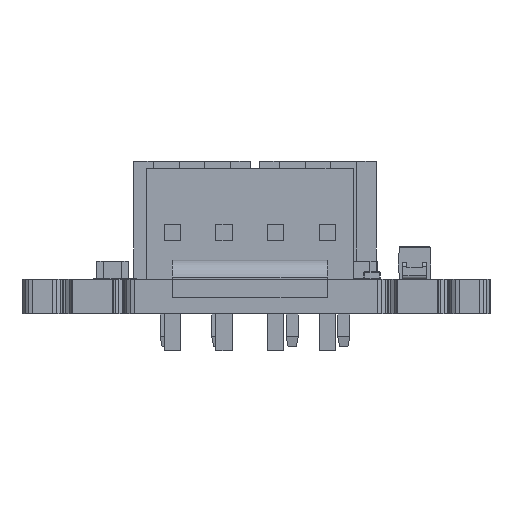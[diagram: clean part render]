
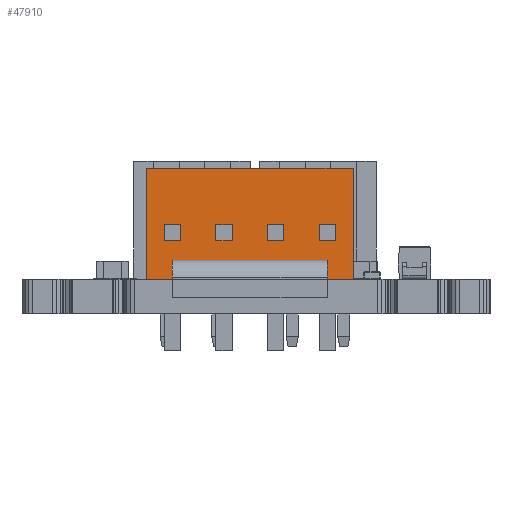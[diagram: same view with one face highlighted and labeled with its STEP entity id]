
A CAD part, left-side view. The second image highlights one B-rep face of the part: STEP entity #47910.
In plain terms, the highlighted face is planar.
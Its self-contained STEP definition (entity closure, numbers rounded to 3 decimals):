
#47113 = VERTEX_POINT('',#47114);
#47114 = CARTESIAN_POINT('',(7.62,3.18,3.17));
#47123 = PLANE('',#47124);
#47124 = AXIS2_PLACEMENT_3D('',#47125,#47126,#47127);
#47125 = CARTESIAN_POINT('',(-1.27,3.18,11.68));
#47126 = DIRECTION('',(0.,-1.,0.));
#47127 = DIRECTION('',(1.,0.,0.));
#47135 = PLANE('',#47136);
#47136 = AXIS2_PLACEMENT_3D('',#47137,#47138,#47139);
#47137 = CARTESIAN_POINT('',(7.62,1.35,-11.981));
#47138 = DIRECTION('',(-1.,0.,0.));
#47139 = DIRECTION('',(0.,0.,1.));
#47147 = EDGE_CURVE('',#47148,#47113,#47150,.T.);
#47148 = VERTEX_POINT('',#47149);
#47149 = CARTESIAN_POINT('',(8.89,3.18,3.17));
#47150 = SURFACE_CURVE('',#47151,(#47155,#47162),.PCURVE_S1.);
#47151 = LINE('',#47152,#47153);
#47152 = CARTESIAN_POINT('',(0.,3.18,3.17));
#47153 = VECTOR('',#47154,1.);
#47154 = DIRECTION('',(-1.,0.,0.));
#47155 = PCURVE('',#47123,#47156);
#47156 = DEFINITIONAL_REPRESENTATION('',(#47157),#47161);
#47157 = LINE('',#47158,#47159);
#47158 = CARTESIAN_POINT('',(1.27,-8.51));
#47159 = VECTOR('',#47160,1.);
#47160 = DIRECTION('',(-1.,0.));
#47161 = ( GEOMETRIC_REPRESENTATION_CONTEXT(2) 
PARAMETRIC_REPRESENTATION_CONTEXT() REPRESENTATION_CONTEXT('2D SPACE',''
  ) );
#47162 = PCURVE('',#47163,#47168);
#47163 = PLANE('',#47164);
#47164 = AXIS2_PLACEMENT_3D('',#47165,#47166,#47167);
#47165 = CARTESIAN_POINT('',(0.,0.,3.17));
#47166 = DIRECTION('',(0.,0.,1.));
#47167 = DIRECTION('',(1.,0.,0.));
#47168 = DEFINITIONAL_REPRESENTATION('',(#47169),#47173);
#47169 = LINE('',#47170,#47171);
#47170 = CARTESIAN_POINT('',(0.,3.18));
#47171 = VECTOR('',#47172,1.);
#47172 = DIRECTION('',(-1.,0.));
#47173 = ( GEOMETRIC_REPRESENTATION_CONTEXT(2) 
PARAMETRIC_REPRESENTATION_CONTEXT() REPRESENTATION_CONTEXT('2D SPACE',''
  ) );
#47191 = PLANE('',#47192);
#47192 = AXIS2_PLACEMENT_3D('',#47193,#47194,#47195);
#47193 = CARTESIAN_POINT('',(8.89,3.18,11.68));
#47194 = DIRECTION('',(-1.,0.,0.));
#47195 = DIRECTION('',(0.,0.,1.));
#47232 = VERTEX_POINT('',#47233);
#47233 = CARTESIAN_POINT('',(-1.27,3.18,3.17));
#47247 = PLANE('',#47248);
#47248 = AXIS2_PLACEMENT_3D('',#47249,#47250,#47251);
#47249 = CARTESIAN_POINT('',(-1.27,3.18,11.68));
#47250 = DIRECTION('',(1.,0.,0.));
#47251 = DIRECTION('',(0.,1.,0.));
#47259 = EDGE_CURVE('',#47260,#47232,#47262,.T.);
#47260 = VERTEX_POINT('',#47261);
#47261 = CARTESIAN_POINT('',(0.,3.18,3.17));
#47262 = SURFACE_CURVE('',#47263,(#47267,#47274),.PCURVE_S1.);
#47263 = LINE('',#47264,#47265);
#47264 = CARTESIAN_POINT('',(0.,3.18,3.17));
#47265 = VECTOR('',#47266,1.);
#47266 = DIRECTION('',(-1.,0.,0.));
#47267 = PCURVE('',#47123,#47268);
#47268 = DEFINITIONAL_REPRESENTATION('',(#47269),#47273);
#47269 = LINE('',#47270,#47271);
#47270 = CARTESIAN_POINT('',(1.27,-8.51));
#47271 = VECTOR('',#47272,1.);
#47272 = DIRECTION('',(-1.,0.));
#47273 = ( GEOMETRIC_REPRESENTATION_CONTEXT(2) 
PARAMETRIC_REPRESENTATION_CONTEXT() REPRESENTATION_CONTEXT('2D SPACE',''
  ) );
#47274 = PCURVE('',#47163,#47275);
#47275 = DEFINITIONAL_REPRESENTATION('',(#47276),#47280);
#47276 = LINE('',#47277,#47278);
#47277 = CARTESIAN_POINT('',(0.,3.18));
#47278 = VECTOR('',#47279,1.);
#47279 = DIRECTION('',(-1.,0.));
#47280 = ( GEOMETRIC_REPRESENTATION_CONTEXT(2) 
PARAMETRIC_REPRESENTATION_CONTEXT() REPRESENTATION_CONTEXT('2D SPACE',''
  ) );
#47298 = PLANE('',#47299);
#47299 = AXIS2_PLACEMENT_3D('',#47300,#47301,#47302);
#47300 = CARTESIAN_POINT('',(0.,3.18,-11.981)
  );
#47301 = DIRECTION('',(1.,0.,0.));
#47302 = DIRECTION('',(0.,1.,0.));
#47416 = VERTEX_POINT('',#47417);
#47417 = CARTESIAN_POINT('',(7.62,2.18,3.17));
#47433 = PLANE('',#47434);
#47434 = AXIS2_PLACEMENT_3D('',#47435,#47436,#47437);
#47435 = CARTESIAN_POINT('',(-1.27,2.18,0.513));
#47436 = DIRECTION('',(0.,-1.,0.));
#47437 = DIRECTION('',(1.,0.,0.));
#47445 = EDGE_CURVE('',#47113,#47416,#47446,.T.);
#47446 = SURFACE_CURVE('',#47447,(#47451,#47458),.PCURVE_S1.);
#47447 = LINE('',#47448,#47449);
#47448 = CARTESIAN_POINT('',(7.62,0.,3.17));
#47449 = VECTOR('',#47450,1.);
#47450 = DIRECTION('',(0.,-1.,0.));
#47451 = PCURVE('',#47135,#47452);
#47452 = DEFINITIONAL_REPRESENTATION('',(#47453),#47457);
#47453 = LINE('',#47454,#47455);
#47454 = CARTESIAN_POINT('',(15.151,-1.35));
#47455 = VECTOR('',#47456,1.);
#47456 = DIRECTION('',(0.,-1.));
#47457 = ( GEOMETRIC_REPRESENTATION_CONTEXT(2) 
PARAMETRIC_REPRESENTATION_CONTEXT() REPRESENTATION_CONTEXT('2D SPACE',''
  ) );
#47458 = PCURVE('',#47163,#47459);
#47459 = DEFINITIONAL_REPRESENTATION('',(#47460),#47464);
#47460 = LINE('',#47461,#47462);
#47461 = CARTESIAN_POINT('',(7.62,0.));
#47462 = VECTOR('',#47463,1.);
#47463 = DIRECTION('',(0.,-1.));
#47464 = ( GEOMETRIC_REPRESENTATION_CONTEXT(2) 
PARAMETRIC_REPRESENTATION_CONTEXT() REPRESENTATION_CONTEXT('2D SPACE',''
  ) );
#47523 = VERTEX_POINT('',#47524);
#47524 = CARTESIAN_POINT('',(8.89,-3.17,3.17));
#47538 = PLANE('',#47539);
#47539 = AXIS2_PLACEMENT_3D('',#47540,#47541,#47542);
#47540 = CARTESIAN_POINT('',(-1.27,-3.17,11.68));
#47541 = DIRECTION('',(0.,1.,0.));
#47542 = DIRECTION('',(0.,0.,1.));
#47572 = EDGE_CURVE('',#47523,#47148,#47573,.T.);
#47573 = SURFACE_CURVE('',#47574,(#47578,#47585),.PCURVE_S1.);
#47574 = LINE('',#47575,#47576);
#47575 = CARTESIAN_POINT('',(8.89,3.18,3.17));
#47576 = VECTOR('',#47577,1.);
#47577 = DIRECTION('',(0.,1.,0.));
#47578 = PCURVE('',#47191,#47579);
#47579 = DEFINITIONAL_REPRESENTATION('',(#47580),#47584);
#47580 = LINE('',#47581,#47582);
#47581 = CARTESIAN_POINT('',(-8.51,0.));
#47582 = VECTOR('',#47583,1.);
#47583 = DIRECTION('',(0.,1.));
#47584 = ( GEOMETRIC_REPRESENTATION_CONTEXT(2) 
PARAMETRIC_REPRESENTATION_CONTEXT() REPRESENTATION_CONTEXT('2D SPACE',''
  ) );
#47585 = PCURVE('',#47163,#47586);
#47586 = DEFINITIONAL_REPRESENTATION('',(#47587),#47591);
#47587 = LINE('',#47588,#47589);
#47588 = CARTESIAN_POINT('',(8.89,3.18));
#47589 = VECTOR('',#47590,1.);
#47590 = DIRECTION('',(0.,1.));
#47591 = ( GEOMETRIC_REPRESENTATION_CONTEXT(2) 
PARAMETRIC_REPRESENTATION_CONTEXT() REPRESENTATION_CONTEXT('2D SPACE',''
  ) );
#47648 = VERTEX_POINT('',#47649);
#47649 = CARTESIAN_POINT('',(-1.27,-3.17,3.17));
#47670 = EDGE_CURVE('',#47232,#47648,#47671,.T.);
#47671 = SURFACE_CURVE('',#47672,(#47676,#47683),.PCURVE_S1.);
#47672 = LINE('',#47673,#47674);
#47673 = CARTESIAN_POINT('',(-1.27,3.18,3.17));
#47674 = VECTOR('',#47675,1.);
#47675 = DIRECTION('',(0.,-1.,0.));
#47676 = PCURVE('',#47247,#47677);
#47677 = DEFINITIONAL_REPRESENTATION('',(#47678),#47682);
#47678 = LINE('',#47679,#47680);
#47679 = CARTESIAN_POINT('',(0.,-8.51));
#47680 = VECTOR('',#47681,1.);
#47681 = DIRECTION('',(-1.,0.));
#47682 = ( GEOMETRIC_REPRESENTATION_CONTEXT(2) 
PARAMETRIC_REPRESENTATION_CONTEXT() REPRESENTATION_CONTEXT('2D SPACE',''
  ) );
#47683 = PCURVE('',#47163,#47684);
#47684 = DEFINITIONAL_REPRESENTATION('',(#47685),#47689);
#47685 = LINE('',#47686,#47687);
#47686 = CARTESIAN_POINT('',(-1.27,3.18));
#47687 = VECTOR('',#47688,1.);
#47688 = DIRECTION('',(0.,-1.));
#47689 = ( GEOMETRIC_REPRESENTATION_CONTEXT(2) 
PARAMETRIC_REPRESENTATION_CONTEXT() REPRESENTATION_CONTEXT('2D SPACE',''
  ) );
#47742 = EDGE_CURVE('',#47743,#47260,#47745,.T.);
#47743 = VERTEX_POINT('',#47744);
#47744 = CARTESIAN_POINT('',(0.,2.18,3.17));
#47745 = SURFACE_CURVE('',#47746,(#47750,#47757),.PCURVE_S1.);
#47746 = LINE('',#47747,#47748);
#47747 = CARTESIAN_POINT('',(0.,3.18,3.17));
#47748 = VECTOR('',#47749,1.);
#47749 = DIRECTION('',(0.,1.,0.));
#47750 = PCURVE('',#47298,#47751);
#47751 = DEFINITIONAL_REPRESENTATION('',(#47752),#47756);
#47752 = LINE('',#47753,#47754);
#47753 = CARTESIAN_POINT('',(0.,15.151));
#47754 = VECTOR('',#47755,1.);
#47755 = DIRECTION('',(1.,0.));
#47756 = ( GEOMETRIC_REPRESENTATION_CONTEXT(2) 
PARAMETRIC_REPRESENTATION_CONTEXT() REPRESENTATION_CONTEXT('2D SPACE',''
  ) );
#47757 = PCURVE('',#47163,#47758);
#47758 = DEFINITIONAL_REPRESENTATION('',(#47759),#47763);
#47759 = LINE('',#47760,#47761);
#47760 = CARTESIAN_POINT('',(0.,3.18));
#47761 = VECTOR('',#47762,1.);
#47762 = DIRECTION('',(0.,1.));
#47763 = ( GEOMETRIC_REPRESENTATION_CONTEXT(2) 
PARAMETRIC_REPRESENTATION_CONTEXT() REPRESENTATION_CONTEXT('2D SPACE',''
  ) );
#47890 = EDGE_CURVE('',#47743,#47416,#47891,.T.);
#47891 = SURFACE_CURVE('',#47892,(#47896,#47903),.PCURVE_S1.);
#47892 = LINE('',#47893,#47894);
#47893 = CARTESIAN_POINT('',(-1.27,2.18,3.17));
#47894 = VECTOR('',#47895,1.);
#47895 = DIRECTION('',(1.,0.,0.));
#47896 = PCURVE('',#47433,#47897);
#47897 = DEFINITIONAL_REPRESENTATION('',(#47898),#47902);
#47898 = LINE('',#47899,#47900);
#47899 = CARTESIAN_POINT('',(0.,2.657));
#47900 = VECTOR('',#47901,1.);
#47901 = DIRECTION('',(1.,0.));
#47902 = ( GEOMETRIC_REPRESENTATION_CONTEXT(2) 
PARAMETRIC_REPRESENTATION_CONTEXT() REPRESENTATION_CONTEXT('2D SPACE',''
  ) );
#47903 = PCURVE('',#47163,#47904);
#47904 = DEFINITIONAL_REPRESENTATION('',(#47905),#47909);
#47905 = LINE('',#47906,#47907);
#47906 = CARTESIAN_POINT('',(-1.27,2.18));
#47907 = VECTOR('',#47908,1.);
#47908 = DIRECTION('',(1.,0.));
#47909 = ( GEOMETRIC_REPRESENTATION_CONTEXT(2) 
PARAMETRIC_REPRESENTATION_CONTEXT() REPRESENTATION_CONTEXT('2D SPACE',''
  ) );
#47910 = ADVANCED_FACE('',(#47911),#47163,.T.);
#47911 = FACE_BOUND('',#47912,.T.);
#47912 = EDGE_LOOP('',(#47913,#47914,#47915,#47916,#47917,#47918,#47919,
    #47940));
#47913 = ORIENTED_EDGE('',*,*,#47147,.T.);
#47914 = ORIENTED_EDGE('',*,*,#47445,.T.);
#47915 = ORIENTED_EDGE('',*,*,#47890,.F.);
#47916 = ORIENTED_EDGE('',*,*,#47742,.T.);
#47917 = ORIENTED_EDGE('',*,*,#47259,.T.);
#47918 = ORIENTED_EDGE('',*,*,#47670,.T.);
#47919 = ORIENTED_EDGE('',*,*,#47920,.T.);
#47920 = EDGE_CURVE('',#47648,#47523,#47921,.T.);
#47921 = SURFACE_CURVE('',#47922,(#47926,#47933),.PCURVE_S1.);
#47922 = LINE('',#47923,#47924);
#47923 = CARTESIAN_POINT('',(0.,-3.17,3.17));
#47924 = VECTOR('',#47925,1.);
#47925 = DIRECTION('',(1.,0.,0.));
#47926 = PCURVE('',#47163,#47927);
#47927 = DEFINITIONAL_REPRESENTATION('',(#47928),#47932);
#47928 = LINE('',#47929,#47930);
#47929 = CARTESIAN_POINT('',(0.,-3.17));
#47930 = VECTOR('',#47931,1.);
#47931 = DIRECTION('',(1.,0.));
#47932 = ( GEOMETRIC_REPRESENTATION_CONTEXT(2) 
PARAMETRIC_REPRESENTATION_CONTEXT() REPRESENTATION_CONTEXT('2D SPACE',''
  ) );
#47933 = PCURVE('',#47538,#47934);
#47934 = DEFINITIONAL_REPRESENTATION('',(#47935),#47939);
#47935 = LINE('',#47936,#47937);
#47936 = CARTESIAN_POINT('',(-8.51,1.27));
#47937 = VECTOR('',#47938,1.);
#47938 = DIRECTION('',(0.,1.));
#47939 = ( GEOMETRIC_REPRESENTATION_CONTEXT(2) 
PARAMETRIC_REPRESENTATION_CONTEXT() REPRESENTATION_CONTEXT('2D SPACE',''
  ) );
#47940 = ORIENTED_EDGE('',*,*,#47572,.T.);
